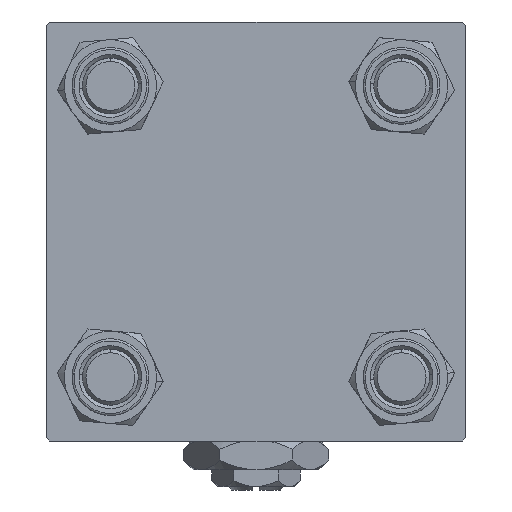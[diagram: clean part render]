
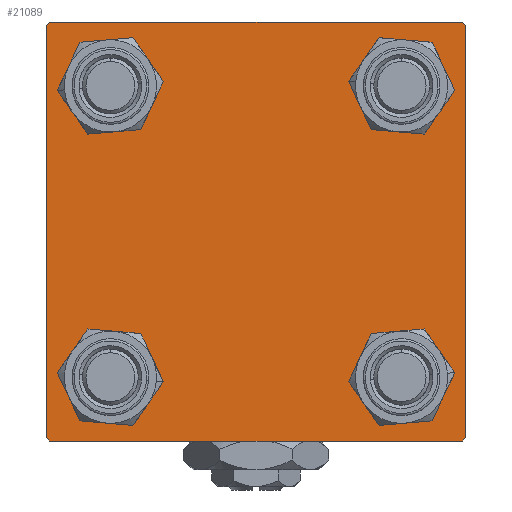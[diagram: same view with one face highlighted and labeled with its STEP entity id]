
A CAD part, left-side view. The second image highlights one B-rep face of the part: STEP entity #21089.
In plain terms, the highlighted planar face has unit normal (-1, 0, 0).
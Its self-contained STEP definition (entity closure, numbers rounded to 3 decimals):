
#118 = EDGE_CURVE ( 'NONE', #3996, #17267, #11477, .T. ) ;
#228 = ORIENTED_EDGE ( 'NONE', *, *, #34718, .T. ) ;
#316 = CARTESIAN_POINT ( 'NONE',  ( 0., -30., 29.5 ) ) ;
#774 = CARTESIAN_POINT ( 'NONE',  ( 0., -30., -29.5 ) ) ;
#1161 = ORIENTED_EDGE ( 'NONE', *, *, #14780, .T. ) ;
#1711 = EDGE_CURVE ( 'NONE', #28607, #34204, #25260, .T. ) ;
#1721 = DIRECTION ( 'NONE',  ( 0., 0., 1. ) ) ;
#1908 = EDGE_CURVE ( 'NONE', #3996, #36972, #42566, .T. ) ;
#1988 = VECTOR ( 'NONE', #38672, 1000. ) ;
#2450 = ORIENTED_EDGE ( 'NONE', *, *, #22425, .T. ) ;
#2870 = LINE ( 'NONE', #19897, #37005 ) ;
#3564 = CARTESIAN_POINT ( 'NONE',  ( 0., 20.85, -25.35 ) ) ;
#3607 = CARTESIAN_POINT ( 'NONE',  ( 0., -29.5, 30. ) ) ;
#3913 = DIRECTION ( 'NONE',  ( 0., 0., 1. ) ) ;
#3996 = VERTEX_POINT ( 'NONE', #316 ) ;
#4248 = VECTOR ( 'NONE', #49631, 1000. ) ;
#4342 = FACE_BOUND ( 'NONE', #18373, .T. ) ;
#4984 = DIRECTION ( 'NONE',  ( 0., 0., 1. ) ) ;
#5594 = LINE ( 'NONE', #9784, #39155 ) ;
#6208 = VECTOR ( 'NONE', #50266, 1000. ) ;
#6709 = VERTEX_POINT ( 'NONE', #20009 ) ;
#7093 = DIRECTION ( 'NONE',  ( 0., -0.707, 0.707 ) ) ;
#8107 = CARTESIAN_POINT ( 'NONE',  ( 0., 20.85, -20.85 ) ) ;
#8795 = EDGE_LOOP ( 'NONE', ( #9345, #27925 ) ) ;
#9345 = ORIENTED_EDGE ( 'NONE', *, *, #43112, .T. ) ;
#9784 = CARTESIAN_POINT ( 'NONE',  ( 0., 30., 30. ) ) ;
#10317 = CARTESIAN_POINT ( 'NONE',  ( 0., -30., 30. ) ) ;
#10652 = AXIS2_PLACEMENT_3D ( 'NONE', #20702, #36108, #54316 ) ;
#10866 = CARTESIAN_POINT ( 'NONE',  ( 0., -20.85, -16.35 ) ) ;
#11118 = VERTEX_POINT ( 'NONE', #49719 ) ;
#11382 = CIRCLE ( 'NONE', #32311, 4.5 ) ;
#11477 = LINE ( 'NONE', #50519, #4248 ) ;
#12276 = CIRCLE ( 'NONE', #58027, 4.5 ) ;
#13847 = CARTESIAN_POINT ( 'NONE',  ( 0., 30., 30. ) ) ;
#13906 = VERTEX_POINT ( 'NONE', #32298 ) ;
#14146 = LINE ( 'NONE', #13847, #6208 ) ;
#14187 = DIRECTION ( 'NONE',  ( 0., 0., 1. ) ) ;
#14403 = VERTEX_POINT ( 'NONE', #43688 ) ;
#14525 = DIRECTION ( 'NONE',  ( 1., 0., 0. ) ) ;
#14780 = EDGE_CURVE ( 'NONE', #6709, #11118, #2870, .T. ) ;
#14816 = CARTESIAN_POINT ( 'NONE',  ( 0., -20.85, -20.85 ) ) ;
#16471 = CARTESIAN_POINT ( 'NONE',  ( 0., 20.85, 16.35 ) ) ;
#16721 = EDGE_CURVE ( 'NONE', #17132, #47889, #21832, .T. ) ;
#17132 = VERTEX_POINT ( 'NONE', #31990 ) ;
#17261 = VERTEX_POINT ( 'NONE', #16471 ) ;
#17267 = VERTEX_POINT ( 'NONE', #3607 ) ;
#17734 = CARTESIAN_POINT ( 'NONE',  ( 0., -20.85, 20.85 ) ) ;
#18367 = FACE_BOUND ( 'NONE', #20570, .T. ) ;
#18373 = EDGE_LOOP ( 'NONE', ( #45485, #19931 ) ) ;
#18662 = CARTESIAN_POINT ( 'NONE',  ( 0., -20.85, 20.85 ) ) ;
#19897 = CARTESIAN_POINT ( 'NONE',  ( 0., 29.75, -29.75 ) ) ;
#19931 = ORIENTED_EDGE ( 'NONE', *, *, #50240, .T. ) ;
#20009 = CARTESIAN_POINT ( 'NONE',  ( 0., 30., -29.5 ) ) ;
#20079 = ORIENTED_EDGE ( 'NONE', *, *, #118, .T. ) ;
#20570 = EDGE_LOOP ( 'NONE', ( #228, #23234 ) ) ;
#20702 = CARTESIAN_POINT ( 'NONE',  ( 0., -20.85, -20.85 ) ) ;
#20820 = EDGE_CURVE ( 'NONE', #39163, #17267, #5594, .T. ) ;
#21089 = ADVANCED_FACE ( 'NONE', ( #18367, #32666, #36577, #4342, #23436 ), #22548, .T. ) ;
#21530 = DIRECTION ( 'NONE',  ( 0., 0., 1. ) ) ;
#21832 = CIRCLE ( 'NONE', #38048, 4.5 ) ;
#22118 = CIRCLE ( 'NONE', #33592, 4.5 ) ;
#22132 = ORIENTED_EDGE ( 'NONE', *, *, #22742, .T. ) ;
#22425 = EDGE_CURVE ( 'NONE', #13906, #36972, #34832, .T. ) ;
#22548 = PLANE ( 'NONE',  #28641 ) ;
#22742 = EDGE_CURVE ( 'NONE', #11118, #13906, #47931, .T. ) ;
#23234 = ORIENTED_EDGE ( 'NONE', *, *, #25585, .T. ) ;
#23436 = FACE_OUTER_BOUND ( 'NONE', #25899, .T. ) ;
#23977 = VECTOR ( 'NONE', #37585, 1000. ) ;
#25193 = ORIENTED_EDGE ( 'NONE', *, *, #20820, .F. ) ;
#25260 = CIRCLE ( 'NONE', #32866, 4.5 ) ;
#25585 = EDGE_CURVE ( 'NONE', #54327, #14403, #22118, .T. ) ;
#25899 = EDGE_LOOP ( 'NONE', ( #39359, #1161, #22132, #2450, #52875, #20079, #25193, #50845 ) ) ;
#26935 = CIRCLE ( 'NONE', #43165, 4.5 ) ;
#27271 = DIRECTION ( 'NONE',  ( 0., 0., 1. ) ) ;
#27333 = DIRECTION ( 'NONE',  ( 1., 0., 0. ) ) ;
#27925 = ORIENTED_EDGE ( 'NONE', *, *, #16721, .T. ) ;
#28607 = VERTEX_POINT ( 'NONE', #3564 ) ;
#28641 = AXIS2_PLACEMENT_3D ( 'NONE', #55070, #50896, #14187 ) ;
#28860 = AXIS2_PLACEMENT_3D ( 'NONE', #48415, #38576, #21530 ) ;
#31990 = CARTESIAN_POINT ( 'NONE',  ( 0., -20.85, -25.35 ) ) ;
#32298 = CARTESIAN_POINT ( 'NONE',  ( 0., -29.5, -30. ) ) ;
#32311 = AXIS2_PLACEMENT_3D ( 'NONE', #17734, #35935, #27271 ) ;
#32441 = DIRECTION ( 'NONE',  ( 0., -1., 0. ) ) ;
#32666 = FACE_BOUND ( 'NONE', #8795, .T. ) ;
#32866 = AXIS2_PLACEMENT_3D ( 'NONE', #54512, #27333, #44968 ) ;
#33102 = EDGE_CURVE ( 'NONE', #34204, #28607, #12276, .T. ) ;
#33592 = AXIS2_PLACEMENT_3D ( 'NONE', #18662, #37465, #46431 ) ;
#34204 = VERTEX_POINT ( 'NONE', #50409 ) ;
#34718 = EDGE_CURVE ( 'NONE', #14403, #54327, #11382, .T. ) ;
#34832 = LINE ( 'NONE', #57530, #39201 ) ;
#35551 = CIRCLE ( 'NONE', #28860, 4.5 ) ;
#35935 = DIRECTION ( 'NONE',  ( 1., 0., 0. ) ) ;
#36108 = DIRECTION ( 'NONE',  ( 1., 0., 0. ) ) ;
#36577 = FACE_BOUND ( 'NONE', #49426, .T. ) ;
#36972 = VERTEX_POINT ( 'NONE', #774 ) ;
#37005 = VECTOR ( 'NONE', #47371, 1000. ) ;
#37465 = DIRECTION ( 'NONE',  ( 1., 0., 0. ) ) ;
#37585 = DIRECTION ( 'NONE',  ( 0., 0.707, -0.707 ) ) ;
#38048 = AXIS2_PLACEMENT_3D ( 'NONE', #14816, #14525, #4984 ) ;
#38576 = DIRECTION ( 'NONE',  ( 1., 0., 0. ) ) ;
#38672 = DIRECTION ( 'NONE',  ( 0., -1., 0. ) ) ;
#39155 = VECTOR ( 'NONE', #32441, 1000. ) ;
#39163 = VERTEX_POINT ( 'NONE', #47448 ) ;
#39201 = VECTOR ( 'NONE', #7093, 1000. ) ;
#39359 = ORIENTED_EDGE ( 'NONE', *, *, #56550, .T. ) ;
#39472 = DIRECTION ( 'NONE',  ( 1., 0., 0. ) ) ;
#42189 = EDGE_CURVE ( 'NONE', #39163, #50164, #50137, .T. ) ;
#42566 = LINE ( 'NONE', #10317, #53921 ) ;
#42624 = CARTESIAN_POINT ( 'NONE',  ( 0., 20.85, 20.85 ) ) ;
#43112 = EDGE_CURVE ( 'NONE', #47889, #17132, #53548, .T. ) ;
#43165 = AXIS2_PLACEMENT_3D ( 'NONE', #42624, #43503, #1721 ) ;
#43503 = DIRECTION ( 'NONE',  ( 1., 0., 0. ) ) ;
#43688 = CARTESIAN_POINT ( 'NONE',  ( 0., -20.85, 25.35 ) ) ;
#44968 = DIRECTION ( 'NONE',  ( 0., 0., 1. ) ) ;
#45485 = ORIENTED_EDGE ( 'NONE', *, *, #51943, .T. ) ;
#46249 = CARTESIAN_POINT ( 'NONE',  ( 0., -20.85, 16.35 ) ) ;
#46431 = DIRECTION ( 'NONE',  ( 0., 0., 1. ) ) ;
#47353 = ORIENTED_EDGE ( 'NONE', *, *, #33102, .T. ) ;
#47371 = DIRECTION ( 'NONE',  ( 0., -0.707, -0.707 ) ) ;
#47448 = CARTESIAN_POINT ( 'NONE',  ( 0., 29.5, 30. ) ) ;
#47470 = VERTEX_POINT ( 'NONE', #55114 ) ;
#47889 = VERTEX_POINT ( 'NONE', #10866 ) ;
#47931 = LINE ( 'NONE', #52980, #1988 ) ;
#48415 = CARTESIAN_POINT ( 'NONE',  ( 0., 20.85, 20.85 ) ) ;
#49426 = EDGE_LOOP ( 'NONE', ( #47353, #57213 ) ) ;
#49631 = DIRECTION ( 'NONE',  ( 0., 0.707, 0.707 ) ) ;
#49719 = CARTESIAN_POINT ( 'NONE',  ( 0., 29.5, -30. ) ) ;
#50137 = LINE ( 'NONE', #51017, #23977 ) ;
#50164 = VERTEX_POINT ( 'NONE', #54869 ) ;
#50240 = EDGE_CURVE ( 'NONE', #17261, #47470, #26935, .T. ) ;
#50266 = DIRECTION ( 'NONE',  ( 0., 0., -1. ) ) ;
#50409 = CARTESIAN_POINT ( 'NONE',  ( 0., 20.85, -16.35 ) ) ;
#50519 = CARTESIAN_POINT ( 'NONE',  ( 0., -29.75, 29.75 ) ) ;
#50845 = ORIENTED_EDGE ( 'NONE', *, *, #42189, .T. ) ;
#50896 = DIRECTION ( 'NONE',  ( -1., 0., 0. ) ) ;
#51017 = CARTESIAN_POINT ( 'NONE',  ( 0., 29.75, 29.75 ) ) ;
#51801 = DIRECTION ( 'NONE',  ( 0., 0., -1. ) ) ;
#51943 = EDGE_CURVE ( 'NONE', #47470, #17261, #35551, .T. ) ;
#52875 = ORIENTED_EDGE ( 'NONE', *, *, #1908, .F. ) ;
#52980 = CARTESIAN_POINT ( 'NONE',  ( 0., 30., -30. ) ) ;
#53548 = CIRCLE ( 'NONE', #10652, 4.5 ) ;
#53921 = VECTOR ( 'NONE', #51801, 1000. ) ;
#54316 = DIRECTION ( 'NONE',  ( 0., 0., 1. ) ) ;
#54327 = VERTEX_POINT ( 'NONE', #46249 ) ;
#54512 = CARTESIAN_POINT ( 'NONE',  ( 0., 20.85, -20.85 ) ) ;
#54869 = CARTESIAN_POINT ( 'NONE',  ( 0., 30., 29.5 ) ) ;
#55070 = CARTESIAN_POINT ( 'NONE',  ( 0., 0., 0. ) ) ;
#55114 = CARTESIAN_POINT ( 'NONE',  ( 0., 20.85, 25.35 ) ) ;
#56550 = EDGE_CURVE ( 'NONE', #50164, #6709, #14146, .T. ) ;
#57213 = ORIENTED_EDGE ( 'NONE', *, *, #1711, .T. ) ;
#57530 = CARTESIAN_POINT ( 'NONE',  ( 0., -29.75, -29.75 ) ) ;
#58027 = AXIS2_PLACEMENT_3D ( 'NONE', #8107, #39472, #3913 ) ;
